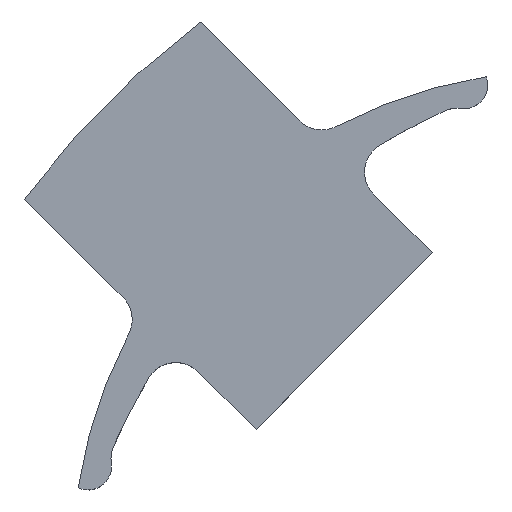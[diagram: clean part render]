
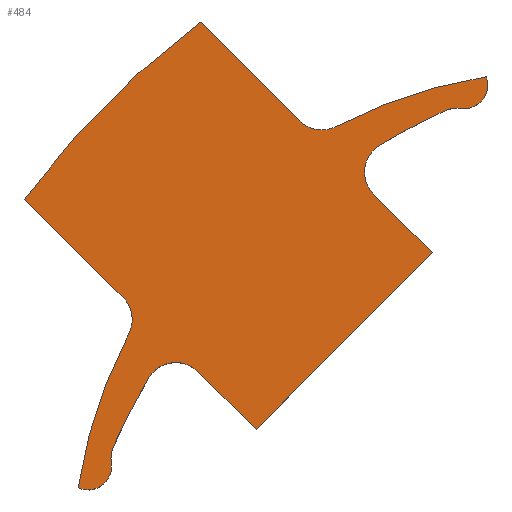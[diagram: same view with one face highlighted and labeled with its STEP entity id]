
A CAD part, top view. The second image highlights one B-rep face of the part: STEP entity #484.
In plain terms, the highlighted face is planar.
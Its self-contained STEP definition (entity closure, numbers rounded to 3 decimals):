
#43=LINE('',#752,#85);
#44=LINE('',#756,#86);
#45=LINE('',#770,#87);
#46=LINE('',#772,#88);
#47=LINE('',#774,#89);
#85=VECTOR('',#593,1000.);
#86=VECTOR('',#596,1000.);
#87=VECTOR('',#609,1000.);
#88=VECTOR('',#610,1000.);
#89=VECTOR('',#611,1000.);
#127=ORIENTED_EDGE('',*,*,#271,.T.);
#128=ORIENTED_EDGE('',*,*,#272,.T.);
#129=ORIENTED_EDGE('',*,*,#273,.T.);
#130=ORIENTED_EDGE('',*,*,#274,.F.);
#131=ORIENTED_EDGE('',*,*,#275,.T.);
#132=ORIENTED_EDGE('',*,*,#276,.T.);
#133=ORIENTED_EDGE('',*,*,#277,.T.);
#134=ORIENTED_EDGE('',*,*,#278,.F.);
#135=ORIENTED_EDGE('',*,*,#279,.T.);
#136=ORIENTED_EDGE('',*,*,#280,.T.);
#137=ORIENTED_EDGE('',*,*,#281,.T.);
#138=ORIENTED_EDGE('',*,*,#282,.F.);
#139=ORIENTED_EDGE('',*,*,#283,.F.);
#140=ORIENTED_EDGE('',*,*,#284,.T.);
#141=ORIENTED_EDGE('',*,*,#285,.T.);
#142=ORIENTED_EDGE('',*,*,#286,.F.);
#143=ORIENTED_EDGE('',*,*,#287,.T.);
#144=ORIENTED_EDGE('',*,*,#288,.F.);
#271=EDGE_CURVE('',#343,#344,#391,.T.);
#272=EDGE_CURVE('',#344,#345,#392,.T.);
#273=EDGE_CURVE('',#345,#346,#43,.T.);
#274=EDGE_CURVE('',#347,#346,#393,.T.);
#275=EDGE_CURVE('',#347,#348,#44,.T.);
#276=EDGE_CURVE('',#348,#349,#394,.T.);
#277=EDGE_CURVE('',#349,#350,#395,.T.);
#278=EDGE_CURVE('',#351,#350,#396,.T.);
#279=EDGE_CURVE('',#351,#352,#397,.T.);
#280=EDGE_CURVE('',#352,#353,#398,.T.);
#281=EDGE_CURVE('',#353,#354,#399,.T.);
#282=EDGE_CURVE('',#355,#354,#45,.T.);
#283=EDGE_CURVE('',#356,#355,#46,.T.);
#284=EDGE_CURVE('',#356,#357,#47,.T.);
#285=EDGE_CURVE('',#357,#358,#400,.T.);
#286=EDGE_CURVE('',#359,#358,#401,.F.);
#287=EDGE_CURVE('',#359,#360,#402,.T.);
#288=EDGE_CURVE('',#343,#360,#403,.T.);
#343=VERTEX_POINT('',#748);
#344=VERTEX_POINT('',#749);
#345=VERTEX_POINT('',#751);
#346=VERTEX_POINT('',#753);
#347=VERTEX_POINT('',#755);
#348=VERTEX_POINT('',#757);
#349=VERTEX_POINT('',#759);
#350=VERTEX_POINT('',#761);
#351=VERTEX_POINT('',#763);
#352=VERTEX_POINT('',#765);
#353=VERTEX_POINT('',#767);
#354=VERTEX_POINT('',#769);
#355=VERTEX_POINT('',#771);
#356=VERTEX_POINT('',#773);
#357=VERTEX_POINT('',#775);
#358=VERTEX_POINT('',#777);
#359=VERTEX_POINT('',#779);
#360=VERTEX_POINT('',#781);
#391=CIRCLE('',#528,15.748);
#392=CIRCLE('',#529,1.);
#393=CIRCLE('',#530,28.);
#394=CIRCLE('',#531,1.);
#395=CIRCLE('',#532,15.748);
#396=CIRCLE('',#533,0.75);
#397=CIRCLE('',#534,1.);
#398=CIRCLE('',#535,21.5);
#399=CIRCLE('',#536,1.);
#400=CIRCLE('',#537,1.);
#401=CIRCLE('',#538,21.5);
#402=CIRCLE('',#539,1.);
#403=CIRCLE('',#540,0.75);
#421=EDGE_LOOP('',(#127,#128,#129,#130,#131,#132,#133,#134,#135,#136,#137,
#138,#139,#140,#141,#142,#143,#144));
#447=FACE_BOUND('',#421,.T.);
#473=PLANE('',#527);
#484=ADVANCED_FACE('',(#447),#473,.F.);
#527=AXIS2_PLACEMENT_3D('',#746,#587,#588);
#528=AXIS2_PLACEMENT_3D('',#747,#589,#590);
#529=AXIS2_PLACEMENT_3D('',#750,#591,#592);
#530=AXIS2_PLACEMENT_3D('',#754,#594,#595);
#531=AXIS2_PLACEMENT_3D('',#758,#597,#598);
#532=AXIS2_PLACEMENT_3D('',#760,#599,#600);
#533=AXIS2_PLACEMENT_3D('',#762,#601,#602);
#534=AXIS2_PLACEMENT_3D('',#764,#603,#604);
#535=AXIS2_PLACEMENT_3D('',#766,#605,#606);
#536=AXIS2_PLACEMENT_3D('',#768,#607,#608);
#537=AXIS2_PLACEMENT_3D('',#776,#612,#613);
#538=AXIS2_PLACEMENT_3D('',#778,#614,#615);
#539=AXIS2_PLACEMENT_3D('',#780,#616,#617);
#540=AXIS2_PLACEMENT_3D('',#782,#618,#619);
#587=DIRECTION('',(0.,0.,1.));
#588=DIRECTION('',(1.,0.,0.));
#589=DIRECTION('',(0.,0.,-1.));
#590=DIRECTION('',(-0.704,0.71,0.));
#591=DIRECTION('',(0.,0.,1.));
#592=DIRECTION('',(1.,0.,0.));
#593=DIRECTION('',(0.71,0.704,0.));
#594=DIRECTION('',(0.,0.,1.));
#595=DIRECTION('',(1.,0.,0.));
#596=DIRECTION('',(-0.71,-0.704,0.));
#597=DIRECTION('',(0.,0.,1.));
#598=DIRECTION('',(1.,0.,0.));
#599=DIRECTION('',(0.,0.,-1.));
#600=DIRECTION('',(-0.704,0.71,0.));
#601=DIRECTION('',(0.,0.,1.));
#602=DIRECTION('',(1.,0.,0.));
#603=DIRECTION('',(0.,0.,1.));
#604=DIRECTION('',(1.,0.,0.));
#605=DIRECTION('',(0.,0.,1.));
#606=DIRECTION('',(1.,0.,0.));
#607=DIRECTION('',(0.,0.,1.));
#608=DIRECTION('',(1.,0.,0.));
#609=DIRECTION('',(0.71,0.704,0.));
#610=DIRECTION('',(0.704,-0.71,0.));
#611=DIRECTION('',(0.71,0.704,0.));
#612=DIRECTION('',(0.,0.,1.));
#613=DIRECTION('',(1.,0.,0.));
#614=DIRECTION('',(0.,0.,1.));
#615=DIRECTION('',(1.,0.,0.));
#616=DIRECTION('',(0.,0.,1.));
#617=DIRECTION('',(1.,0.,0.));
#618=DIRECTION('',(0.,0.,1.));
#619=DIRECTION('',(1.,0.,0.));
#746=CARTESIAN_POINT('',(0.,0.,0.));
#747=CARTESIAN_POINT('',(5.195,5.059,0.));
#748=CARTESIAN_POINT('',(7.697,20.607,0.));
#749=CARTESIAN_POINT('',(12.494,19.013,0.));
#750=CARTESIAN_POINT('',(12.957,19.9,0.));
#751=CARTESIAN_POINT('',(13.662,19.19,0.));
#752=CARTESIAN_POINT('',(15.078,20.595,0.));
#753=CARTESIAN_POINT('',(16.855,22.358,0.));
#754=CARTESIAN_POINT('',(0.,0.,0.));
#755=CARTESIAN_POINT('',(22.49,16.679,0.));
#756=CARTESIAN_POINT('',(15.775,10.017,0.));
#757=CARTESIAN_POINT('',(19.326,13.541,0.));
#758=CARTESIAN_POINT('',(20.031,12.831,0.));
#759=CARTESIAN_POINT('',(19.145,12.367,0.));
#760=CARTESIAN_POINT('',(5.195,5.059,0.));
#761=CARTESIAN_POINT('',(20.762,7.442,0.));
#762=CARTESIAN_POINT('',(20.446,8.122,0.));
#763=CARTESIAN_POINT('',(19.703,8.228,0.));
#764=CARTESIAN_POINT('',(18.714,8.37,0.));
#765=CARTESIAN_POINT('',(19.626,8.778,0.));
#766=CARTESIAN_POINT('',(0.,0.,0.));
#767=CARTESIAN_POINT('',(18.495,10.963,0.));
#768=CARTESIAN_POINT('',(17.635,10.453,0.));
#769=CARTESIAN_POINT('',(16.93,11.163,0.));
#770=CARTESIAN_POINT('',(2.817,-2.839,0.));
#771=CARTESIAN_POINT('',(15.063,9.31,0.));
#772=CARTESIAN_POINT('',(12.245,12.15,0.));
#773=CARTESIAN_POINT('',(9.428,14.989,0.));
#774=CARTESIAN_POINT('',(15.078,20.595,0.));
#775=CARTESIAN_POINT('',(11.296,16.842,0.));
#776=CARTESIAN_POINT('',(10.591,17.552,0.));
#777=CARTESIAN_POINT('',(11.108,18.408,0.));
#778=CARTESIAN_POINT('',(0.,0.,0.));
#779=CARTESIAN_POINT('',(9.041,19.507,0.));
#780=CARTESIAN_POINT('',(8.62,18.6,0.));
#781=CARTESIAN_POINT('',(8.492,19.591,0.));
#782=CARTESIAN_POINT('',(8.396,20.335,0.));
